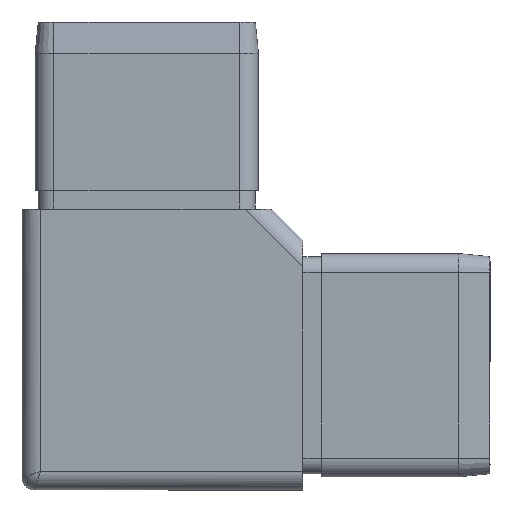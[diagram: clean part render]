
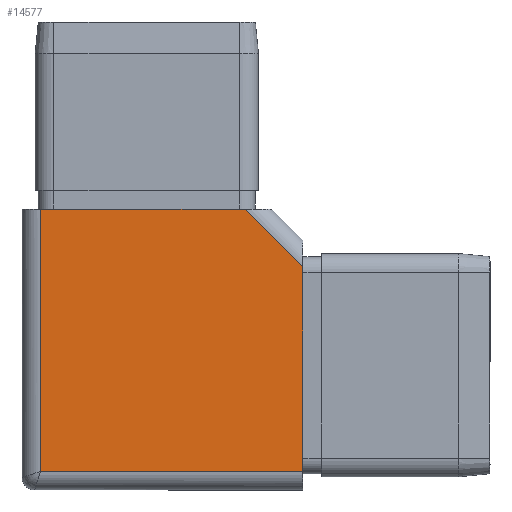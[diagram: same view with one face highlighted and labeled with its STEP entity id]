
A CAD part, left-side view. The second image highlights one B-rep face of the part: STEP entity #14577.
In plain terms, the highlighted planar face has unit normal (-1, 0, 0).
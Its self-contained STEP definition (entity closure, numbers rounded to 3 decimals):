
#30 = DIRECTION ( 'NONE',  ( 1., 0., 0. ) ) ;
#167 = VERTEX_POINT ( 'NONE', #23611 ) ;
#671 = DIRECTION ( 'NONE',  ( 0., 0.707, 0.707 ) ) ;
#2227 = VERTEX_POINT ( 'NONE', #20741 ) ;
#2349 = EDGE_CURVE ( 'NONE', #167, #4528, #22019, .T. ) ;
#2522 = ORIENTED_EDGE ( 'NONE', *, *, #8774, .T. ) ;
#2609 = LINE ( 'NONE', #22221, #17268 ) ;
#3066 = DIRECTION ( 'NONE',  ( 0., 0., -1. ) ) ;
#4493 = VECTOR ( 'NONE', #19852, 1000. ) ;
#4528 = VERTEX_POINT ( 'NONE', #11959 ) ;
#4586 = ORIENTED_EDGE ( 'NONE', *, *, #21751, .F. ) ;
#5787 = CARTESIAN_POINT ( 'NONE',  ( -10., -13.257, 22.5 ) ) ;
#7697 = LINE ( 'NONE', #8621, #8302 ) ;
#8302 = VECTOR ( 'NONE', #3066, 1000. ) ;
#8621 = CARTESIAN_POINT ( 'NONE',  ( -10., -22.5, 22.5 ) ) ;
#8742 = AXIS2_PLACEMENT_3D ( 'NONE', #9187, #30, #11155 ) ;
#8774 = EDGE_CURVE ( 'NONE', #15512, #15448, #2609, .T. ) ;
#8822 = CARTESIAN_POINT ( 'NONE',  ( -10., 19.5, 0. ) ) ;
#9187 = CARTESIAN_POINT ( 'NONE',  ( -10., 0., 0. ) ) ;
#9881 = CARTESIAN_POINT ( 'NONE',  ( -10., 0., -19.5 ) ) ;
#10047 = EDGE_CURVE ( 'NONE', #2227, #167, #17515, .T. ) ;
#10776 = ORIENTED_EDGE ( 'NONE', *, *, #2349, .T. ) ;
#11155 = DIRECTION ( 'NONE',  ( 0., 0., -1. ) ) ;
#11959 = CARTESIAN_POINT ( 'NONE',  ( -10., -22.5, -19.5 ) ) ;
#12009 = DIRECTION ( 'NONE',  ( 0., -1., 0. ) ) ;
#12559 = EDGE_LOOP ( 'NONE', ( #4586, #2522, #13038, #12612, #10776 ) ) ;
#12612 = ORIENTED_EDGE ( 'NONE', *, *, #10047, .T. ) ;
#13038 = ORIENTED_EDGE ( 'NONE', *, *, #14723, .F. ) ;
#14577 = ADVANCED_FACE ( 'NONE', ( #17647 ), #22847, .F. ) ;
#14723 = EDGE_CURVE ( 'NONE', #2227, #15448, #17932, .T. ) ;
#15448 = VERTEX_POINT ( 'NONE', #5787 ) ;
#15512 = VERTEX_POINT ( 'NONE', #15609 ) ;
#15609 = CARTESIAN_POINT ( 'NONE',  ( -10., -22.5, 13.257 ) ) ;
#17268 = VECTOR ( 'NONE', #671, 1000. ) ;
#17515 = LINE ( 'NONE', #8822, #24846 ) ;
#17647 = FACE_OUTER_BOUND ( 'NONE', #12559, .T. ) ;
#17932 = LINE ( 'NONE', #17954, #4493 ) ;
#17954 = CARTESIAN_POINT ( 'NONE',  ( -10., 22.5, 22.5 ) ) ;
#18961 = VECTOR ( 'NONE', #12009, 1000. ) ;
#19852 = DIRECTION ( 'NONE',  ( 0., -1., 0. ) ) ;
#20741 = CARTESIAN_POINT ( 'NONE',  ( -10., 19.5, 22.5 ) ) ;
#21751 = EDGE_CURVE ( 'NONE', #15512, #4528, #7697, .T. ) ;
#22019 = LINE ( 'NONE', #9881, #18961 ) ;
#22221 = CARTESIAN_POINT ( 'NONE',  ( -10., -15.379, 20.379 ) ) ;
#22814 = DIRECTION ( 'NONE',  ( 0., 0., -1. ) ) ;
#22847 = PLANE ( 'NONE',  #8742 ) ;
#23611 = CARTESIAN_POINT ( 'NONE',  ( -10., 19.5, -19.5 ) ) ;
#24846 = VECTOR ( 'NONE', #22814, 1000. ) ;
